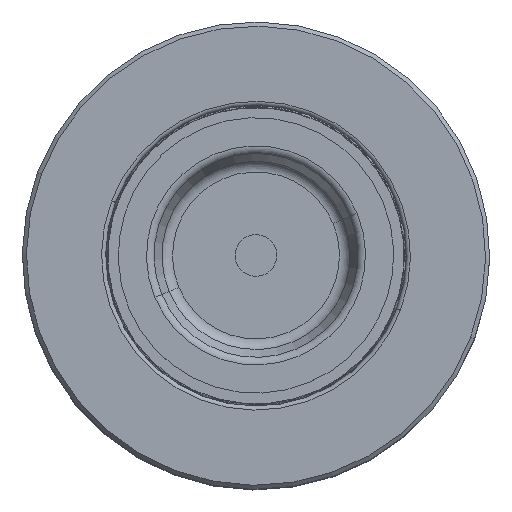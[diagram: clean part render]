
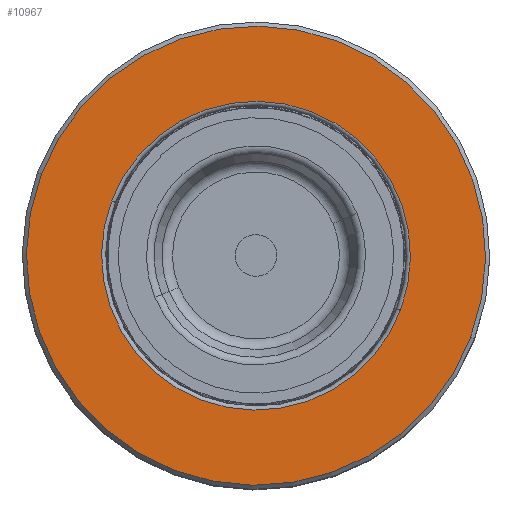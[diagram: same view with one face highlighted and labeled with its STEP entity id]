
A CAD part, top view. The second image highlights one B-rep face of the part: STEP entity #10967.
In plain terms, the highlighted face is planar.
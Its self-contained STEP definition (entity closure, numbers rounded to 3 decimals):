
#675 = DIRECTION ( 'NONE',  ( 0., -1., 0. ) ) ;
#3576 = DIRECTION ( 'NONE',  ( 0., -1., 0. ) ) ;
#4397 = AXIS2_PLACEMENT_3D ( 'NONE', #18688, #27750, #15077 ) ;
#4627 = DIRECTION ( 'NONE',  ( 0., 1., 0. ) ) ;
#5202 = PLANE ( 'NONE',  #9697 ) ;
#5210 = CIRCLE ( 'NONE', #4397, 27.5 ) ;
#5576 = CARTESIAN_POINT ( 'NONE',  ( 0., 33.687, 0. ) ) ;
#6179 = CARTESIAN_POINT ( 'NONE',  ( 0., 33.687, -27.5 ) ) ;
#8173 = ORIENTED_EDGE ( 'NONE', *, *, #12723, .T. ) ;
#8675 = FACE_BOUND ( 'NONE', #16233, .T. ) ;
#9185 = VERTEX_POINT ( 'NONE', #41161 ) ;
#9697 = AXIS2_PLACEMENT_3D ( 'NONE', #44202, #4627, #51973 ) ;
#9703 = DIRECTION ( 'NONE',  ( 0., -1., 0. ) ) ;
#10967 = ADVANCED_FACE ( 'NONE', ( #8675, #30374 ), #5202, .T. ) ;
#12723 = EDGE_CURVE ( 'NONE', #50118, #24810, #26237, .T. ) ;
#14502 = EDGE_CURVE ( 'NONE', #24810, #50118, #19507, .T. ) ;
#15077 = DIRECTION ( 'NONE',  ( 0., 0., -1. ) ) ;
#15953 = AXIS2_PLACEMENT_3D ( 'NONE', #31701, #9703, #35842 ) ;
#16233 = EDGE_LOOP ( 'NONE', ( #8173, #31276 ) ) ;
#18688 = CARTESIAN_POINT ( 'NONE',  ( 0., 33.687, 0. ) ) ;
#19507 = CIRCLE ( 'NONE', #26479, 18.5 ) ;
#24810 = VERTEX_POINT ( 'NONE', #33806 ) ;
#26237 = CIRCLE ( 'NONE', #15953, 18.5 ) ;
#26479 = AXIS2_PLACEMENT_3D ( 'NONE', #5576, #675, #26807 ) ;
#26807 = DIRECTION ( 'NONE',  ( 0., 0., -1. ) ) ;
#27750 = DIRECTION ( 'NONE',  ( 0., -1., 0. ) ) ;
#29513 = VERTEX_POINT ( 'NONE', #6179 ) ;
#30241 = EDGE_CURVE ( 'NONE', #9185, #29513, #37469, .T. ) ;
#30374 = FACE_OUTER_BOUND ( 'NONE', #45470, .T. ) ;
#31276 = ORIENTED_EDGE ( 'NONE', *, *, #14502, .T. ) ;
#31701 = CARTESIAN_POINT ( 'NONE',  ( 0., 33.687, 0. ) ) ;
#33806 = CARTESIAN_POINT ( 'NONE',  ( 0., 33.687, 18.5 ) ) ;
#33889 = DIRECTION ( 'NONE',  ( 0., 0., -1. ) ) ;
#35290 = ORIENTED_EDGE ( 'NONE', *, *, #45205, .F. ) ;
#35842 = DIRECTION ( 'NONE',  ( 0., 0., -1. ) ) ;
#37469 = CIRCLE ( 'NONE', #44802, 27.5 ) ;
#37766 = ORIENTED_EDGE ( 'NONE', *, *, #30241, .F. ) ;
#41161 = CARTESIAN_POINT ( 'NONE',  ( 0., 33.687, 27.5 ) ) ;
#43911 = CARTESIAN_POINT ( 'NONE',  ( 0., 33.687, -18.5 ) ) ;
#44202 = CARTESIAN_POINT ( 'NONE',  ( 27.5, 33.687, 0. ) ) ;
#44802 = AXIS2_PLACEMENT_3D ( 'NONE', #46929, #3576, #33889 ) ;
#45205 = EDGE_CURVE ( 'NONE', #29513, #9185, #5210, .T. ) ;
#45470 = EDGE_LOOP ( 'NONE', ( #35290, #37766 ) ) ;
#46929 = CARTESIAN_POINT ( 'NONE',  ( 0., 33.687, 0. ) ) ;
#50118 = VERTEX_POINT ( 'NONE', #43911 ) ;
#51973 = DIRECTION ( 'NONE',  ( 0., 0., 1. ) ) ;
